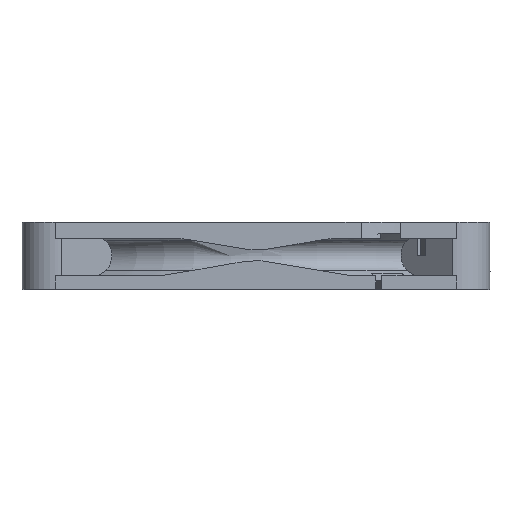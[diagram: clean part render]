
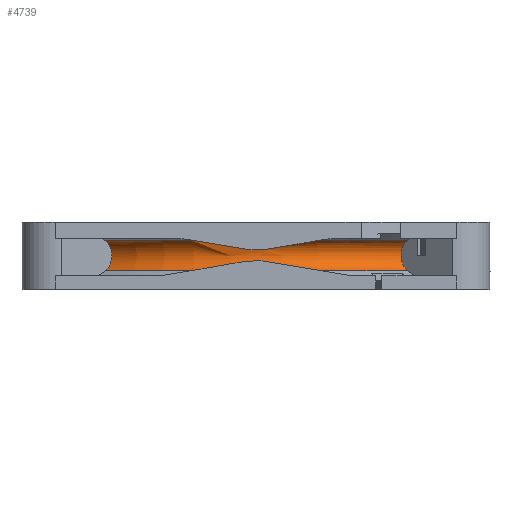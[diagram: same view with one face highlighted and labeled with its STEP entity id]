
A CAD part, top view. The second image highlights one B-rep face of the part: STEP entity #4739.
In plain terms, the highlighted toroidal (fillet/blend) face has major radius 37.419 mm and minor radius 2.547 mm.
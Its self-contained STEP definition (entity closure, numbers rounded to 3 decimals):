
#688=CARTESIAN_POINT('',(-22.593,7.326,28.416));
#706=CARTESIAN_POINT('',(0.,7.326,0.));
#707=DIRECTION('',(0.,-1.,0.));
#708=DIRECTION('',(-0.265,0.,0.964));
#709=AXIS2_PLACEMENT_3D('',#706,#707,#708);
#746=CARTESIAN_POINT('',(0.,7.326,0.));
#747=DIRECTION('',(0.,-1.,0.));
#748=DIRECTION('',(0.626,0.,0.78));
#749=AXIS2_PLACEMENT_3D('',#746,#747,#748);
#767=CARTESIAN_POINT('',(-22.559,2.771,28.382));
#768=CARTESIAN_POINT('',(-22.459,2.843,28.282));
#769=CARTESIAN_POINT('',(-22.273,3.01,28.094));
#770=CARTESIAN_POINT('',(-22.027,3.333,27.847));
#771=CARTESIAN_POINT('',(-21.828,3.713,27.648));
#772=CARTESIAN_POINT('',(-21.682,4.138,27.501));
#773=CARTESIAN_POINT('',(-21.593,4.594,27.412));
#774=CARTESIAN_POINT('',(-21.566,5.065,27.385));
#775=CARTESIAN_POINT('',(-21.601,5.535,27.42));
#776=CARTESIAN_POINT('',(-21.696,5.988,27.516));
#777=CARTESIAN_POINT('',(-21.849,6.408,27.669));
#778=CARTESIAN_POINT('',(-22.053,6.781,27.874));
#779=CARTESIAN_POINT('',(-22.304,7.096,28.126));
#780=CARTESIAN_POINT('',(-22.492,7.257,28.315));
#781=CARTESIAN_POINT('',(-22.593,7.326,28.416));
#783=CARTESIAN_POINT('',(22.715,7.326,28.318));
#784=CARTESIAN_POINT('',(22.614,7.257,28.218));
#785=CARTESIAN_POINT('',(22.424,7.096,28.029));
#786=CARTESIAN_POINT('',(22.172,6.781,27.778));
#787=CARTESIAN_POINT('',(21.967,6.407,27.574));
#788=CARTESIAN_POINT('',(21.814,5.986,27.421));
#789=CARTESIAN_POINT('',(21.718,5.533,27.326));
#790=CARTESIAN_POINT('',(21.684,5.063,27.292));
#791=CARTESIAN_POINT('',(21.711,4.591,27.319));
#792=CARTESIAN_POINT('',(21.8,4.135,27.408));
#793=CARTESIAN_POINT('',(21.947,3.711,27.554));
#794=CARTESIAN_POINT('',(22.147,3.332,27.753));
#795=CARTESIAN_POINT('',(22.394,3.01,27.999));
#796=CARTESIAN_POINT('',(22.581,2.843,28.185));
#797=CARTESIAN_POINT('',(22.68,2.771,28.284));
#987=CARTESIAN_POINT('',(-22.559,2.771,28.382));
#989=CARTESIAN_POINT('',(0.,2.771,0.));
#990=DIRECTION('',(0.,-1.,0.));
#991=DIRECTION('',(-0.261,0.,0.965));
#992=AXIS2_PLACEMENT_3D('',#989,#990,#991);
#1061=CARTESIAN_POINT('',(0.,2.771,0.));
#1062=DIRECTION('',(0.,-1.,0.));
#1063=DIRECTION('',(0.626,0.,0.78));
#1064=AXIS2_PLACEMENT_3D('',#1061,#1062,#1063);
#1066=CARTESIAN_POINT('',(22.68,2.771,28.284));
#1167=CARTESIAN_POINT('',(9.455,2.771,35.));
#1168=CARTESIAN_POINT('',(8.495,2.899,35.));
#1169=CARTESIAN_POINT('',(6.674,3.21,35.));
#1170=CARTESIAN_POINT('',(4.213,3.701,35.));
#1171=CARTESIAN_POINT('',(2.033,4.11,35.));
#1172=CARTESIAN_POINT('',(-0.007,4.303,35.));
#1173=CARTESIAN_POINT('',(-2.053,4.108,35.));
#1174=CARTESIAN_POINT('',(-4.238,3.696,35.));
#1175=CARTESIAN_POINT('',(-6.695,3.206,35.));
#1176=CARTESIAN_POINT('',(-8.503,2.898,35.));
#1177=CARTESIAN_POINT('',(-9.455,2.771,35.));
#1207=CARTESIAN_POINT('',(-9.638,7.326,35.));
#1208=CARTESIAN_POINT('',(-8.546,7.185,35.));
#1209=CARTESIAN_POINT('',(-6.476,6.828,35.));
#1210=CARTESIAN_POINT('',(-3.707,6.271,35.));
#1211=CARTESIAN_POINT('',(-1.184,5.815,35.));
#1212=CARTESIAN_POINT('',(1.305,5.831,35.));
#1213=CARTESIAN_POINT('',(3.806,6.291,35.));
#1214=CARTESIAN_POINT('',(6.54,6.84,35.));
#1215=CARTESIAN_POINT('',(8.57,7.188,35.));
#1216=CARTESIAN_POINT('',(9.638,7.326,35.));
#3273=VERTEX_POINT('',#1207);
#3274=VERTEX_POINT('',#1216);
#3275=VERTEX_POINT('',#1167);
#3276=VERTEX_POINT('',#1177);
#3548=VERTEX_POINT('',#688);
#3552=VERTEX_POINT('',#987);
#3589=VERTEX_POINT('',#1066);
#3629=CARTESIAN_POINT('',(22.715,7.326,28.318));
#3630=VERTEX_POINT('',#3629);
#4718=CARTESIAN_POINT('',(0.,5.036,0.));
#4719=DIRECTION('',(0.,1.,0.));
#4720=DIRECTION('',(-1.,0.,0.004));
#4721=AXIS2_PLACEMENT_3D('',#4718,#4719,#4720);
#4722=TOROIDAL_SURFACE('',#4721,37.419,2.548);
#4724=ORIENTED_EDGE('',*,*,#4723,.T.);
#4726=ORIENTED_EDGE('',*,*,#4725,.T.);
#4728=ORIENTED_EDGE('',*,*,#4727,.T.);
#4730=ORIENTED_EDGE('',*,*,#4729,.T.);
#4731=ORIENTED_EDGE('',*,*,#4673,.F.);
#4733=ORIENTED_EDGE('',*,*,#4732,.T.);
#4734=ORIENTED_EDGE('',*,*,#4705,.F.);
#4736=ORIENTED_EDGE('',*,*,#4735,.T.);
#4737=EDGE_LOOP('',(#4724,#4726,#4728,#4730,#4731,#4733,#4734,#4736));
#4738=FACE_OUTER_BOUND('',#4737,.F.);
#710=CIRCLE('',#709,36.303);
#750=CIRCLE('',#749,36.303);
#782=B_SPLINE_CURVE_WITH_KNOTS('',3,(#767,#768,#769,#770,#771,#772,#773,#774,
#775,#776,#777,#778,#779,#780,#781),.UNSPECIFIED.,.F.,.F.,(4,1,1,1,1,1,1,1,1,1,
1,1,4),(0.,0.083,0.167,0.25,0.333,
0.417,0.5,0.583,0.667,0.75,
0.833,0.917,1.),.UNSPECIFIED.);
#798=B_SPLINE_CURVE_WITH_KNOTS('',3,(#783,#784,#785,#786,#787,#788,#789,#790,
#791,#792,#793,#794,#795,#796,#797),.UNSPECIFIED.,.F.,.F.,(4,1,1,1,1,1,1,1,1,1,
1,1,4),(0.,0.083,0.167,0.25,0.333,
0.417,0.5,0.583,0.667,0.75,
0.833,0.917,1.),.UNSPECIFIED.);
#993=CIRCLE('',#992,36.255);
#1065=CIRCLE('',#1064,36.255);
#1178=B_SPLINE_CURVE_WITH_KNOTS('',3,(#1167,#1168,#1169,#1170,#1171,#1172,#1173,
#1174,#1175,#1176,#1177),.UNSPECIFIED.,.F.,.F.,(4,1,1,1,1,1,1,1,4),(0.,
0.125,0.25,0.375,0.5,0.625,0.75,0.875,1.),.UNSPECIFIED.);
#1217=B_SPLINE_CURVE_WITH_KNOTS('',3,(#1207,#1208,#1209,#1210,#1211,#1212,#1213,
#1214,#1215,#1216),.UNSPECIFIED.,.F.,.F.,(4,1,1,1,1,1,1,4),(0.,
0.143,0.286,0.429,0.571,
0.714,0.857,1.),.UNSPECIFIED.);
#4673=EDGE_CURVE('',#3273,#3548,#710,.T.);
#4705=EDGE_CURVE('',#3630,#3274,#750,.T.);
#4723=EDGE_CURVE('',#3589,#3275,#1065,.T.);
#4725=EDGE_CURVE('',#3275,#3276,#1178,.T.);
#4727=EDGE_CURVE('',#3276,#3552,#993,.T.);
#4729=EDGE_CURVE('',#3552,#3548,#782,.T.);
#4732=EDGE_CURVE('',#3273,#3274,#1217,.T.);
#4735=EDGE_CURVE('',#3630,#3589,#798,.T.);
#4739=ADVANCED_FACE('',(#4738),#4722,.F.);
